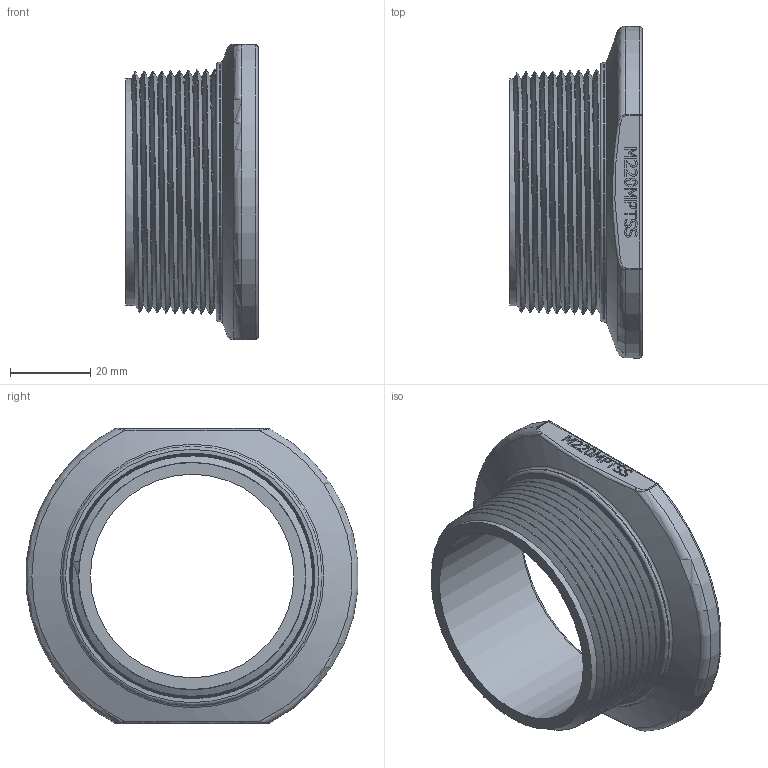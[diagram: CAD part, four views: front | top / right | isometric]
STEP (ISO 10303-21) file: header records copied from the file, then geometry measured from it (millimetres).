
FILE_DESCRIPTION((''),'2;1');
FILE_NAME('M220MPTSS.stp','2013-06-10T09:34:31',('mclevenger'),(''),'Autodesk Inventor 2013','Autodesk Inventor 2013','');
FILE_SCHEMA(('AUTOMOTIVE_DESIGN { 1 0 10303 214 1 1 1 1 }'));
Length unit declared in the file: inch
Products named in the file (1): M220MPTSS
Bounding box: 33.02 x 82.86 x 73.66 mm (x, y, z)
Volume: 38607.2 mm3; surface area: 20454.8 mm2
Topology: 1 solids, 1 shells, 279 faces, 742 edges, 483 vertices
Faces by surface type: plane 127, bspline 118, cone 12, cylinder 11, torus 7, sphere 4
Full cylindrical faces by diameter (mm): 50.8 x1, 64.77 x1, 66.548 x1
Entity records: 11578 total; most frequent: CARTESIAN_POINT 5708, ORIENTED_EDGE 1404, DIRECTION 806, EDGE_CURVE 702, VERTEX_POINT 465, VECTOR 420, LINE 420, EDGE_LOOP 303
